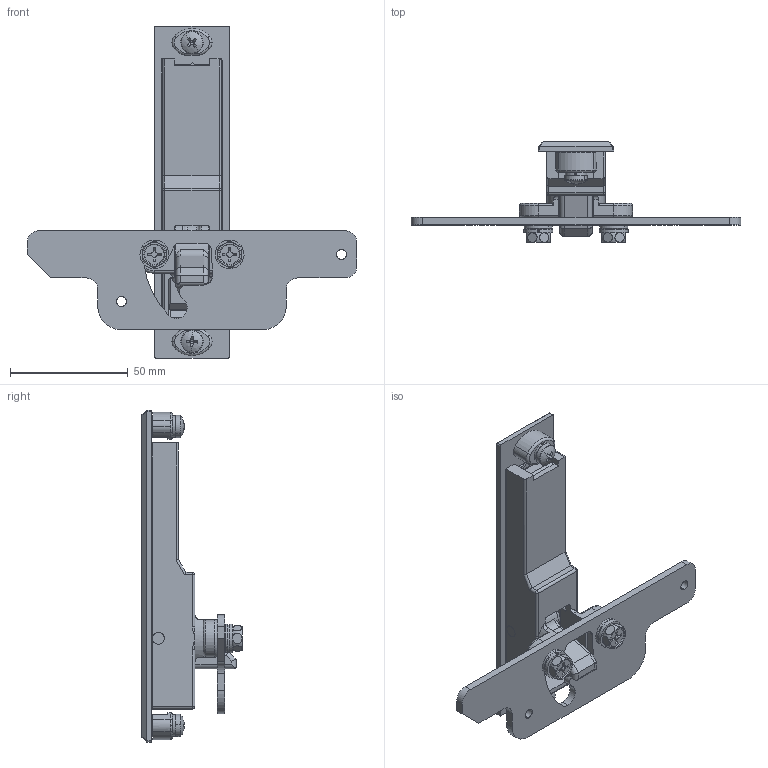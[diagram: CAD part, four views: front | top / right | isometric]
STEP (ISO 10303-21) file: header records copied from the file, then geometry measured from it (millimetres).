
FILE_DESCRIPTION (( 'STEP AP203' ), '1' );
FILE_NAME ('Žº‰ª•ÏŠ·.STEP', '2012-04-16T01:41:24', ( '' ), ( '' ), 'SwSTEP 2.0', 'SolidWorks 2011', '' );
FILE_SCHEMA (( 'CONFIG_CONTROL_DESIGN' ));
Length unit declared in the file: millimetre
Products named in the file (13): A-910-1鍵板; 廫帤寠晅側傋偹偠M5_M5亊8; スプリングワッシャーM5_JIS B 1251 No.2 5; 廫帤寠晅偒榋妏儃儖僩M6_M6亊12; スプリングワッシャーM6_JIS B 1251 No.2 6; A-910-1カラー; A-910-1止め金; A-910-1シャフト; A-910-1ハンドル; A-910-1本体; 室岡変換; オワンワッシャーL_公開用; A-910-1ピン
Assembly tree (18 placements, depth 2):
  室岡変換
    オワンワッシャーL_公開用  x2
    A-910-1鍵板
    スプリングワッシャーM6_JIS B 1251 No.2 6  x2
    A-910-1ピン
    廫帤寠晅側傋偹偠M5_M5亊8  x2
    スプリングワッシャーM5_JIS B 1251 No.2 5  x2
    A-910-1カラー  x2
    廫帤寠晅偒榋妏儃儖僩M6_M6亊12  x2
    A-910-1止め金
    A-910-1シャフト
    A-910-1ハンドル
    A-910-1本体
Bounding box: 140 x 42.5 x 141 mm (x, y, z)
Volume: 61299.1 mm3; surface area: 42301.4 mm2
Topology: 18 solids, 18 shells, 748 faces, 1811 edges, 1116 vertices
Faces by surface type: plane 338, cylinder 270, torus 75, cone 30, bspline 25, sphere 10
Entity records: 21124 total; most frequent: CARTESIAN_POINT 4846, DIRECTION 3120, ORIENTED_EDGE 3056, EDGE_CURVE 1528, AXIS2_PLACEMENT_3D 1135, VERTEX_POINT 953, LINE 850, VECTOR 850
